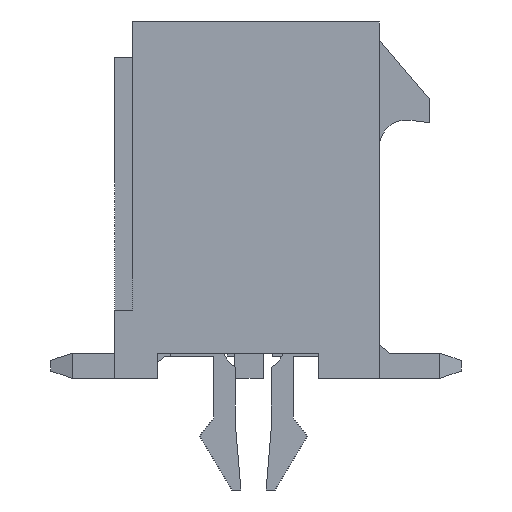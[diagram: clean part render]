
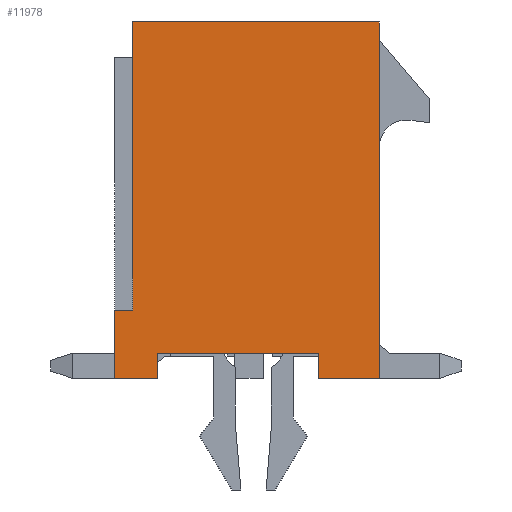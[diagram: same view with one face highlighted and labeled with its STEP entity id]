
A CAD part, left-side view. The second image highlights one B-rep face of the part: STEP entity #11978.
In plain terms, the highlighted planar face has unit normal (-1, 0, 0).
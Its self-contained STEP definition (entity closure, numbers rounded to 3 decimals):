
#1868=ORIENTED_EDGE('',*,*,#4953,.F.);
#1869=ORIENTED_EDGE('',*,*,#4954,.T.);
#1870=ORIENTED_EDGE('',*,*,#4773,.T.);
#1871=ORIENTED_EDGE('',*,*,#4717,.T.);
#1872=ORIENTED_EDGE('',*,*,#4710,.T.);
#1873=ORIENTED_EDGE('',*,*,#4945,.T.);
#1874=ORIENTED_EDGE('',*,*,#4852,.T.);
#1875=ORIENTED_EDGE('',*,*,#4955,.F.);
#1876=ORIENTED_EDGE('',*,*,#4956,.T.);
#1877=ORIENTED_EDGE('',*,*,#4827,.T.);
#4710=EDGE_CURVE('',#6217,#6216,#7567,.T.);
#4717=EDGE_CURVE('',#6223,#6217,#7574,.T.);
#4773=EDGE_CURVE('',#6273,#6223,#7630,.T.);
#4827=EDGE_CURVE('',#6322,#6321,#7684,.T.);
#4852=EDGE_CURVE('',#6341,#6340,#7709,.T.);
#4945=EDGE_CURVE('',#6216,#6341,#7802,.T.);
#4953=EDGE_CURVE('',#6431,#6321,#7810,.T.);
#4954=EDGE_CURVE('',#6431,#6273,#7811,.T.);
#4955=EDGE_CURVE('',#6432,#6340,#7812,.T.);
#4956=EDGE_CURVE('',#6432,#6322,#7813,.T.);
#6216=VERTEX_POINT('',#18037);
#6217=VERTEX_POINT('',#18039);
#6223=VERTEX_POINT('',#18053);
#6273=VERTEX_POINT('',#18161);
#6321=VERTEX_POINT('',#18269);
#6322=VERTEX_POINT('',#18271);
#6340=VERTEX_POINT('',#18314);
#6341=VERTEX_POINT('',#18316);
#6431=VERTEX_POINT('',#18510);
#6432=VERTEX_POINT('',#18513);
#7567=LINE('',#18038,#9214);
#7574=LINE('',#18052,#9221);
#7630=LINE('',#18164,#9277);
#7684=LINE('',#18270,#9331);
#7709=LINE('',#18315,#9356);
#7802=LINE('',#18498,#9449);
#7810=LINE('',#18509,#9457);
#7811=LINE('',#18511,#9458);
#7812=LINE('',#18512,#9459);
#7813=LINE('',#18514,#9460);
#9214=VECTOR('',#14523,1000.);
#9221=VECTOR('',#14532,1000.);
#9277=VECTOR('',#14596,1000.);
#9331=VECTOR('',#14660,1000.);
#9356=VECTOR('',#14687,1000.);
#9449=VECTOR('',#14782,1000.);
#9457=VECTOR('',#14794,1000.);
#9458=VECTOR('',#14795,1000.);
#9459=VECTOR('',#14796,1000.);
#9460=VECTOR('',#14797,1000.);
#10204=EDGE_LOOP('',(#1868,#1869,#1870,#1871,#1872,#1873,#1874,#1875,#1876,
#1877));
#10835=FACE_BOUND('',#10204,.T.);
#11441=PLANE('',#12642);
#11978=ADVANCED_FACE('',(#10835),#11441,.T.);
#12642=AXIS2_PLACEMENT_3D('',#18508,#14792,#14793);
#14523=DIRECTION('',(0.,0.,1.));
#14532=DIRECTION('',(0.,-1.,0.));
#14596=DIRECTION('',(0.,0.,-1.));
#14660=DIRECTION('',(0.,-1.,0.));
#14687=DIRECTION('',(0.,0.,-1.));
#14782=DIRECTION('',(0.,1.,0.));
#14792=DIRECTION('',(-1.,0.,0.));
#14793=DIRECTION('',(0.,0.,1.));
#14794=DIRECTION('',(0.,0.,-1.));
#14795=DIRECTION('',(0.,-1.,0.));
#14796=DIRECTION('',(0.,-1.,0.));
#14797=DIRECTION('',(0.,0.,-1.));
#18037=CARTESIAN_POINT('',(-18.35,-3.43,4.95));
#18038=CARTESIAN_POINT('',(-18.35,-3.43,-4.95));
#18039=CARTESIAN_POINT('',(-18.35,-3.43,-4.95));
#18052=CARTESIAN_POINT('',(-18.35,3.43,-4.95));
#18053=CARTESIAN_POINT('',(-18.35,-1.73,-4.95));
#18161=CARTESIAN_POINT('',(-18.35,-1.73,-4.25));
#18164=CARTESIAN_POINT('',(-18.35,-1.73,-3.95));
#18269=CARTESIAN_POINT('',(-18.35,2.73,-4.95));
#18270=CARTESIAN_POINT('',(-18.35,3.43,-4.95));
#18271=CARTESIAN_POINT('',(-18.35,3.93,-4.95));
#18314=CARTESIAN_POINT('',(-18.35,3.43,-3.05));
#18315=CARTESIAN_POINT('',(-18.35,3.43,4.95));
#18316=CARTESIAN_POINT('',(-18.35,3.43,4.95));
#18498=CARTESIAN_POINT('',(-18.35,-3.43,4.95));
#18508=CARTESIAN_POINT('',(-18.35,0.,0.));
#18509=CARTESIAN_POINT('',(-18.35,2.73,-3.95));
#18510=CARTESIAN_POINT('',(-18.35,2.73,-4.25));
#18511=CARTESIAN_POINT('',(-18.35,2.73,-4.25));
#18512=CARTESIAN_POINT('',(-18.35,3.93,-3.05));
#18513=CARTESIAN_POINT('',(-18.35,3.93,-3.05));
#18514=CARTESIAN_POINT('',(-18.35,3.93,-3.05));
